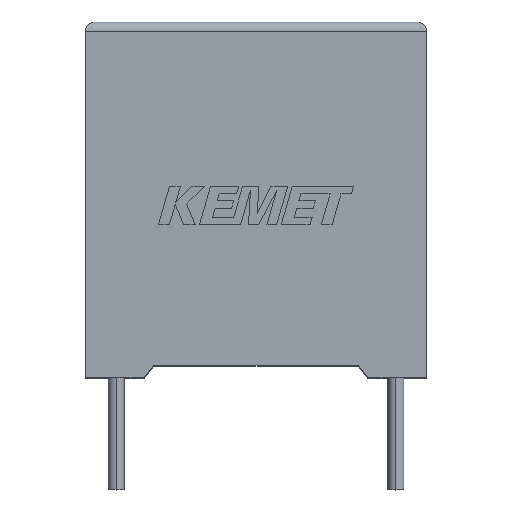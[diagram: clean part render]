
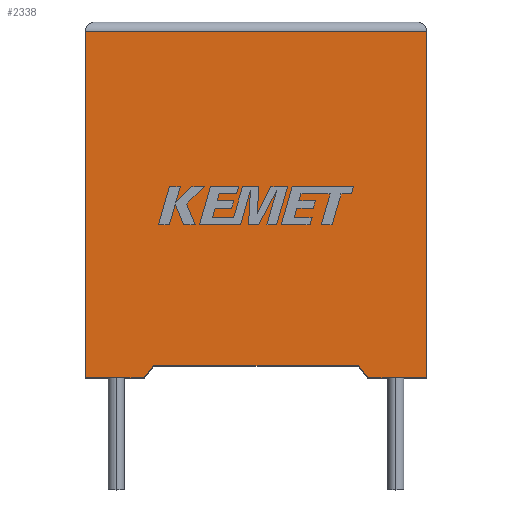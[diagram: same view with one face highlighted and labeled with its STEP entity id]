
A CAD part, top view. The second image highlights one B-rep face of the part: STEP entity #2338.
In plain terms, the highlighted planar face has unit normal (0, 0, 1).
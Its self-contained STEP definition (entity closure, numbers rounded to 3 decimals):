
#69 = VERTEX_POINT ( 'NONE', #898 ) ;
#156 = DIRECTION ( 'NONE',  ( -1., 0., 0. ) ) ;
#246 = EDGE_CURVE ( 'NONE', #403, #351, #2164, .T. ) ;
#301 = DIRECTION ( 'NONE',  ( -1., 0., 0. ) ) ;
#324 = CARTESIAN_POINT ( 'NONE',  ( 18.3, 18.6, 11.2 ) ) ;
#351 = VERTEX_POINT ( 'NONE', #2243 ) ;
#372 = DIRECTION ( 'NONE',  ( 0., 1., 0. ) ) ;
#382 = ORIENTED_EDGE ( 'NONE', *, *, #2432, .T. ) ;
#403 = VERTEX_POINT ( 'NONE', #2037 ) ;
#408 = CARTESIAN_POINT ( 'NONE',  ( 3.658, 0.659, 11.2 ) ) ;
#469 = LINE ( 'NONE', #2349, #1520 ) ;
#470 = ORIENTED_EDGE ( 'NONE', *, *, #1651, .T. ) ;
#478 = DIRECTION ( 'NONE',  ( -1., 0., 0. ) ) ;
#539 = DIRECTION ( 'NONE',  ( 1., 0., 0. ) ) ;
#550 = CARTESIAN_POINT ( 'NONE',  ( 3.15, 0., 11.2 ) ) ;
#607 = CARTESIAN_POINT ( 'NONE',  ( 0., 0., 11.2 ) ) ;
#623 = LINE ( 'NONE', #846, #1316 ) ;
#742 = EDGE_CURVE ( 'NONE', #69, #403, #1730, .T. ) ;
#778 = VECTOR ( 'NONE', #1536, 1000. ) ;
#797 = EDGE_CURVE ( 'NONE', #1354, #1972, #2225, .T. ) ;
#825 = VECTOR ( 'NONE', #897, 1000. ) ;
#846 = CARTESIAN_POINT ( 'NONE',  ( 0., 0., 11.2 ) ) ;
#864 = DIRECTION ( 'NONE',  ( 0., -1., 0. ) ) ;
#897 = DIRECTION ( 'NONE',  ( -0.611, -0.792, 0. ) ) ;
#898 = CARTESIAN_POINT ( 'NONE',  ( 14.642, 0.659, 11.2 ) ) ;
#947 = FACE_OUTER_BOUND ( 'NONE', #2996, .T. ) ;
#1005 = LINE ( 'NONE', #2611, #2622 ) ;
#1085 = VERTEX_POINT ( 'NONE', #2309 ) ;
#1121 = VECTOR ( 'NONE', #156, 1000. ) ;
#1141 = CARTESIAN_POINT ( 'NONE',  ( 3.15, 0., 11.2 ) ) ;
#1166 = VECTOR ( 'NONE', #372, 1000. ) ;
#1168 = ORIENTED_EDGE ( 'NONE', *, *, #742, .T. ) ;
#1170 = AXIS2_PLACEMENT_3D ( 'NONE', #2856, #2841, #301 ) ;
#1316 = VECTOR ( 'NONE', #2741, 1000. ) ;
#1354 = VERTEX_POINT ( 'NONE', #408 ) ;
#1401 = PLANE ( 'NONE',  #1170 ) ;
#1520 = VECTOR ( 'NONE', #864, 1000. ) ;
#1536 = DIRECTION ( 'NONE',  ( 0.611, -0.792, 0. ) ) ;
#1651 = EDGE_CURVE ( 'NONE', #351, #2765, #1801, .T. ) ;
#1696 = EDGE_CURVE ( 'NONE', #1085, #1758, #469, .T. ) ;
#1730 = LINE ( 'NONE', #1962, #778 ) ;
#1758 = VERTEX_POINT ( 'NONE', #607 ) ;
#1782 = EDGE_CURVE ( 'NONE', #69, #1354, #2749, .T. ) ;
#1801 = LINE ( 'NONE', #2584, #1166 ) ;
#1860 = ORIENTED_EDGE ( 'NONE', *, *, #797, .F. ) ;
#1962 = CARTESIAN_POINT ( 'NONE',  ( 15.15, 0., 11.2 ) ) ;
#1972 = VERTEX_POINT ( 'NONE', #550 ) ;
#2037 = CARTESIAN_POINT ( 'NONE',  ( 15.15, 0., 11.2 ) ) ;
#2164 = LINE ( 'NONE', #2183, #2752 ) ;
#2182 = EDGE_CURVE ( 'NONE', #1758, #1972, #623, .T. ) ;
#2183 = CARTESIAN_POINT ( 'NONE',  ( 0., 0., 11.2 ) ) ;
#2225 = LINE ( 'NONE', #1141, #825 ) ;
#2243 = CARTESIAN_POINT ( 'NONE',  ( 18.3, 0., 11.2 ) ) ;
#2278 = CARTESIAN_POINT ( 'NONE',  ( 9.15, 0.659, 11.2 ) ) ;
#2309 = CARTESIAN_POINT ( 'NONE',  ( 0., 18.6, 11.2 ) ) ;
#2338 = ADVANCED_FACE ( 'NONE', ( #947 ), #1401, .F. ) ;
#2349 = CARTESIAN_POINT ( 'NONE',  ( 0., 0., 11.2 ) ) ;
#2432 = EDGE_CURVE ( 'NONE', #2765, #1085, #1005, .T. ) ;
#2566 = ORIENTED_EDGE ( 'NONE', *, *, #1782, .F. ) ;
#2584 = CARTESIAN_POINT ( 'NONE',  ( 18.3, 0., 11.2 ) ) ;
#2611 = CARTESIAN_POINT ( 'NONE',  ( 0., 18.6, 11.2 ) ) ;
#2622 = VECTOR ( 'NONE', #478, 1000. ) ;
#2741 = DIRECTION ( 'NONE',  ( 1., 0., 0. ) ) ;
#2749 = LINE ( 'NONE', #2278, #1121 ) ;
#2752 = VECTOR ( 'NONE', #539, 1000. ) ;
#2765 = VERTEX_POINT ( 'NONE', #324 ) ;
#2774 = ORIENTED_EDGE ( 'NONE', *, *, #246, .T. ) ;
#2841 = DIRECTION ( 'NONE',  ( 0., 0., -1. ) ) ;
#2856 = CARTESIAN_POINT ( 'NONE',  ( 0., 0., 11.2 ) ) ;
#2892 = ORIENTED_EDGE ( 'NONE', *, *, #2182, .T. ) ;
#2908 = ORIENTED_EDGE ( 'NONE', *, *, #1696, .T. ) ;
#2996 = EDGE_LOOP ( 'NONE', ( #470, #382, #2908, #2892, #1860, #2566, #1168, #2774 ) ) ;
